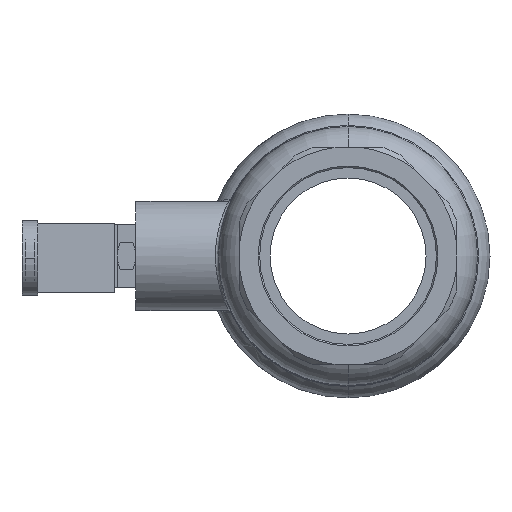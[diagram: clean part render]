
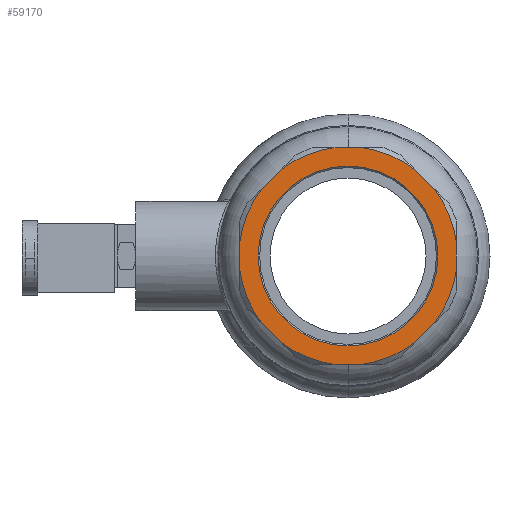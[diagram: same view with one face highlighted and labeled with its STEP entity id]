
A CAD part, left-side view. The second image highlights one B-rep face of the part: STEP entity #59170.
In plain terms, the highlighted face is planar.
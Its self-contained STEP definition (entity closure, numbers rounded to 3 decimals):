
#49350=CARTESIAN_POINT('',(-4.176,-62.5,34.75));
#49360=VERTEX_POINT('',#49350);
#49390=CARTESIAN_POINT('',(0.,-62.5,0.));
#49400=DIRECTION('',(0.,1.,0.));
#49410=DIRECTION('',(0.,0.,1.));
#49420=AXIS2_PLACEMENT_3D('',#49390,#49400,#49410);
#49430=CIRCLE('',#49420,35.);
#49440=CARTESIAN_POINT('',(-21.619,-62.5,27.525));
#49450=VERTEX_POINT('',#49440);
#49460=EDGE_CURVE('',#49450,#49360,#49430,.T.);
#49710=CARTESIAN_POINT('',(-34.75,-62.5,14.394));
#49720=DIRECTION('',(0.707,0.,0.707));
#49730=VECTOR('',#49720,1000.);
#49740=LINE('',#49710,#49730);
#49750=CARTESIAN_POINT('',(-27.525,-62.5,21.619));
#49760=VERTEX_POINT('',#49750);
#49770=EDGE_CURVE('',#49760,#49450,#49740,.T.);
#50560=CARTESIAN_POINT('',(-34.75,-62.5,4.176));
#50570=VERTEX_POINT('',#50560);
#50620=CARTESIAN_POINT('',(-34.75,-62.5,-14.394));
#50630=DIRECTION('',(0.,0.,1.));
#50640=VECTOR('',#50630,1000.);
#50650=LINE('',#50620,#50640);
#50660=CARTESIAN_POINT('',(-34.75,-62.5,-4.176));
#50670=VERTEX_POINT('',#50660);
#50680=EDGE_CURVE('',#50670,#50570,#50650,.T.);
#51740=CARTESIAN_POINT('',(4.176,-62.5,34.75));
#51750=VERTEX_POINT('',#51740);
#51780=CARTESIAN_POINT('',(-14.394,-62.5,34.75));
#51790=DIRECTION('',(1.,0.,0.));
#51800=VECTOR('',#51790,1000.);
#51810=LINE('',#51780,#51800);
#51820=EDGE_CURVE('',#49360,#51750,#51810,.T.);
#54290=CARTESIAN_POINT('',(21.619,-62.5,-27.525));
#54300=VERTEX_POINT('',#54290);
#54330=CARTESIAN_POINT('',(34.75,-62.5,-14.394));
#54340=DIRECTION('',(-0.707,0.,-0.707));
#54350=VECTOR('',#54340,1000.);
#54360=LINE('',#54330,#54350);
#54370=CARTESIAN_POINT('',(27.525,-62.5,-21.619));
#54380=VERTEX_POINT('',#54370);
#54390=EDGE_CURVE('',#54380,#54300,#54360,.T.);
#55000=CARTESIAN_POINT('',(34.75,-62.5,-4.176));
#55010=VERTEX_POINT('',#55000);
#55040=CARTESIAN_POINT('',(34.75,-62.5,14.394));
#55050=DIRECTION('',(0.,0.,-1.));
#55060=VECTOR('',#55050,1000.);
#55070=LINE('',#55040,#55060);
#55080=CARTESIAN_POINT('',(34.75,-62.5,4.176));
#55090=VERTEX_POINT('',#55080);
#55100=EDGE_CURVE('',#55090,#55010,#55070,.T.);
#55810=CARTESIAN_POINT('',(-4.176,-62.5,-34.75));
#55820=VERTEX_POINT('',#55810);
#55850=CARTESIAN_POINT('',(14.394,-62.5,-34.75));
#55860=DIRECTION('',(-1.,0.,0.));
#55870=VECTOR('',#55860,1000.);
#55880=LINE('',#55850,#55870);
#55890=CARTESIAN_POINT('',(4.176,-62.5,-34.75));
#55900=VERTEX_POINT('',#55890);
#55910=EDGE_CURVE('',#55900,#55820,#55880,.T.);
#56380=CARTESIAN_POINT('',(0.,-62.5,0.));
#56390=DIRECTION('',(0.,1.,0.));
#56400=DIRECTION('',(0.,0.,1.));
#56410=AXIS2_PLACEMENT_3D('',#56380,#56390,#56400);
#56420=CIRCLE('',#56410,35.);
#56430=EDGE_CURVE('',#55010,#54380,#56420,.T.);
#56690=CARTESIAN_POINT('',(0.,-62.5,0.));
#56700=DIRECTION('',(0.,1.,0.));
#56710=DIRECTION('',(0.,0.,1.));
#56720=AXIS2_PLACEMENT_3D('',#56690,#56700,#56710);
#56730=CIRCLE('',#56720,35.);
#56740=EDGE_CURVE('',#54300,#55900,#56730,.T.);
#57020=CARTESIAN_POINT('',(0.,-62.5,0.));
#57030=DIRECTION('',(0.,1.,0.));
#57040=DIRECTION('',(0.,0.,1.));
#57050=AXIS2_PLACEMENT_3D('',#57020,#57030,#57040);
#57060=CIRCLE('',#57050,35.);
#57070=CARTESIAN_POINT('',(27.525,-62.5,21.619));
#57080=VERTEX_POINT('',#57070);
#57090=EDGE_CURVE('',#57080,#55090,#57060,.T.);
#57470=CARTESIAN_POINT('',(-21.619,-62.5,-27.525));
#57480=VERTEX_POINT('',#57470);
#57510=CARTESIAN_POINT('',(0.,-62.5,0.));
#57520=DIRECTION('',(0.,1.,0.));
#57530=DIRECTION('',(0.,0.,1.));
#57540=AXIS2_PLACEMENT_3D('',#57510,#57520,#57530);
#57550=CIRCLE('',#57540,35.);
#57560=EDGE_CURVE('',#55820,#57480,#57550,.T.);
#57790=CARTESIAN_POINT('',(-27.525,-62.5,-21.619));
#57800=VERTEX_POINT('',#57790);
#57850=CARTESIAN_POINT('',(-14.394,-62.5,-34.75));
#57860=DIRECTION('',(-0.707,0.,0.707));
#57870=VECTOR('',#57860,1000.);
#57880=LINE('',#57850,#57870);
#57890=EDGE_CURVE('',#57480,#57800,#57880,.T.);
#58500=CARTESIAN_POINT('',(0.,-62.5,0.));
#58510=DIRECTION('',(0.,1.,0.));
#58520=DIRECTION('',(0.,0.,1.));
#58530=AXIS2_PLACEMENT_3D('',#58500,#58510,#58520);
#58540=PLANE('',#58530);
#58550=CARTESIAN_POINT('',(0.,-62.5,
0.));
#58560=DIRECTION('',(0.,1.,0.));
#58570=DIRECTION('',(0.,0.,1.));
#58580=AXIS2_PLACEMENT_3D('',#58550,#58560,#58570);
#58590=CIRCLE('',#58580,28.828);
#58600=CARTESIAN_POINT('',(28.828,-62.5,0.));
#58610=VERTEX_POINT('',#58600);
#58620=CARTESIAN_POINT('',(-28.828,-62.5,0.));
#58630=VERTEX_POINT('',#58620);
#58640=EDGE_CURVE('',#58610,#58630,#58590,.T.);
#58650=ORIENTED_EDGE('',*,*,#58640,.T.);
#58660=CARTESIAN_POINT('',(0.,-62.5,28.828));
#58670=VERTEX_POINT('',#58660);
#58680=EDGE_CURVE('',#58670,#58610,#58590,.T.);
#58690=ORIENTED_EDGE('',*,*,#58680,.T.);
#58700=EDGE_CURVE('',#58630,#58670,#58590,.T.);
#58710=ORIENTED_EDGE('',*,*,#58700,.T.);
#58720=EDGE_LOOP('',(#58710,#58690,#58650));
#58730=FACE_BOUND('',#58720,.T.);
#58740=ORIENTED_EDGE('',*,*,#49460,.F.);
#58750=ORIENTED_EDGE('',*,*,#51820,.F.);
#58760=CARTESIAN_POINT('',(0.,-62.5,0.));
#58770=DIRECTION('',(0.,1.,0.));
#58780=DIRECTION('',(0.,0.,1.));
#58790=AXIS2_PLACEMENT_3D('',#58760,#58770,#58780);
#58800=CIRCLE('',#58790,35.);
#58810=CARTESIAN_POINT('',(21.619,-62.5,27.525));
#58820=VERTEX_POINT('',#58810);
#58830=EDGE_CURVE('',#51750,#58820,#58800,.T.);
#58840=ORIENTED_EDGE('',*,*,#58830,.F.);
#58850=CARTESIAN_POINT('',(14.394,-62.5,34.75));
#58860=DIRECTION('',(0.707,0.,-0.707));
#58870=VECTOR('',#58860,1000.);
#58880=LINE('',#58850,#58870);
#58890=EDGE_CURVE('',#58820,#57080,#58880,.T.);
#58900=ORIENTED_EDGE('',*,*,#58890,.F.);
#58910=ORIENTED_EDGE('',*,*,#57090,.F.);
#58920=ORIENTED_EDGE('',*,*,#55100,.F.);
#58930=ORIENTED_EDGE('',*,*,#56430,.F.);
#58940=ORIENTED_EDGE('',*,*,#54390,.F.);
#58950=ORIENTED_EDGE('',*,*,#56740,.F.);
#58960=ORIENTED_EDGE('',*,*,#55910,.F.);
#58970=ORIENTED_EDGE('',*,*,#57560,.F.);
#58980=ORIENTED_EDGE('',*,*,#57890,.F.);
#58990=CARTESIAN_POINT('',(0.,-62.5,0.));
#59000=DIRECTION('',(0.,1.,0.));
#59010=DIRECTION('',(0.,0.,1.));
#59020=AXIS2_PLACEMENT_3D('',#58990,#59000,#59010);
#59030=CIRCLE('',#59020,35.);
#59040=EDGE_CURVE('',#57800,#50670,#59030,.T.);
#59050=ORIENTED_EDGE('',*,*,#59040,.F.);
#59060=ORIENTED_EDGE('',*,*,#50680,.F.);
#59070=CARTESIAN_POINT('',(0.,-62.5,0.));
#59080=DIRECTION('',(0.,1.,0.));
#59090=DIRECTION('',(0.,0.,1.));
#59100=AXIS2_PLACEMENT_3D('',#59070,#59080,#59090);
#59110=CIRCLE('',#59100,35.);
#59120=EDGE_CURVE('',#50570,#49760,#59110,.T.);
#59130=ORIENTED_EDGE('',*,*,#59120,.F.);
#59140=ORIENTED_EDGE('',*,*,#49770,.F.);
#59150=EDGE_LOOP('',(#59140,#59130,#59060,#59050,#58980,#58970,#58960,
#58950,#58940,#58930,#58920,#58910,#58900,#58840,#58750,#58740));
#59160=FACE_OUTER_BOUND('',#59150,.T.);
#59170=ADVANCED_FACE('',(#58730,#59160),#58540,.F.);
